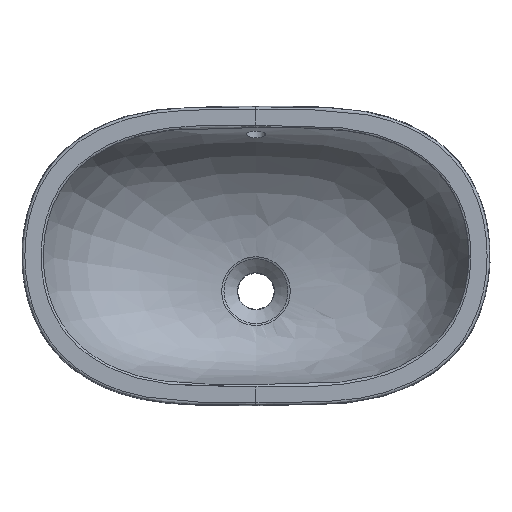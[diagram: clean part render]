
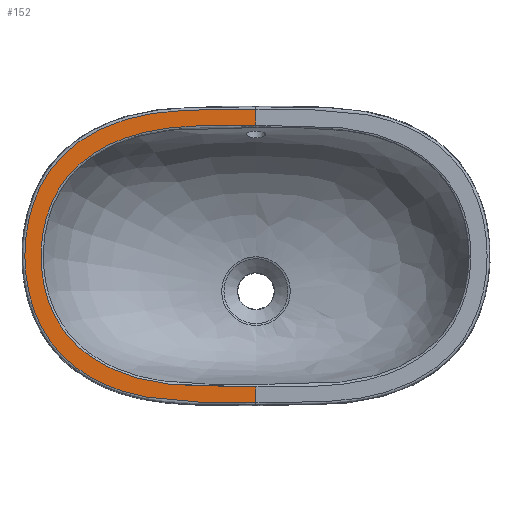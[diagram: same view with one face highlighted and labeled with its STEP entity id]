
A CAD part, top view. The second image highlights one B-rep face of the part: STEP entity #152.
In plain terms, the highlighted planar face has unit normal (0, 0, 1).
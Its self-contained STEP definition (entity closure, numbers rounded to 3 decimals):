
#82=PLANE('',#948);
#87=LINE('',#8111,#96);
#88=LINE('',#8165,#97);
#96=VECTOR('',#982,1.);
#97=VECTOR('',#983,1.);
#152=ADVANCED_FACE('',(#232),#82,.T.);
#232=FACE_OUTER_BOUND('',#290,.T.);
#290=EDGE_LOOP('',(#413,#414,#415,#416));
#413=ORIENTED_EDGE('',*,*,#755,.T.);
#414=ORIENTED_EDGE('',*,*,#756,.T.);
#415=ORIENTED_EDGE('',*,*,#757,.F.);
#416=ORIENTED_EDGE('',*,*,#758,.T.);
#667=VERTEX_POINT('',#8112);
#668=VERTEX_POINT('',#8113);
#669=VERTEX_POINT('',#8164);
#670=VERTEX_POINT('',#8166);
#755=EDGE_CURVE('',#667,#668,#87,.T.);
#756=EDGE_CURVE('',#668,#669,#892,.T.);
#757=EDGE_CURVE('',#670,#669,#88,.T.);
#758=EDGE_CURVE('',#670,#667,#893,.T.);
#892=B_SPLINE_CURVE_WITH_KNOTS('',3,(#8114,#8115,#8116,#8117,#8118,#8119,
#8120,#8121,#8122,#8123,#8124,#8125,#8126,#8127,#8128,#8129,#8130,#8131,
#8132,#8133,#8134,#8135,#8136,#8137,#8138,#8139,#8140,#8141,#8142,#8143,
#8144,#8145,#8146,#8147,#8148,#8149,#8150,#8151,#8152,#8153,#8154,#8155,
#8156,#8157,#8158,#8159,#8160,#8161,#8162,#8163),.UNSPECIFIED.,.F.,.F.,
(4,2,2,2,2,2,2,2,2,2,2,2,2,2,2,2,2,2,2,2,2,2,2,2,4),(0.,0.063,
0.125,0.156,0.188,0.25,0.281,0.313,
0.344,0.375,0.406,0.438,
0.5,0.531,0.563,0.594,
0.625,0.656,0.688,0.75,
0.813,0.844,0.875,0.938,1.),
 .UNSPECIFIED.);
#893=B_SPLINE_CURVE_WITH_KNOTS('',3,(#8167,#8168,#8169,#8170,#8171,#8172,
#8173,#8174,#8175,#8176,#8177,#8178,#8179,#8180,#8181,#8182,#8183,#8184,
#8185,#8186,#8187,#8188,#8189,#8190,#8191,#8192,#8193,#8194,#8195,#8196,
#8197,#8198,#8199,#8200,#8201,#8202,#8203,#8204,#8205,#8206,#8207,#8208,
#8209,#8210,#8211,#8212,#8213,#8214),.UNSPECIFIED.,.F.,.F.,(4,2,2,2,2,2,
2,2,2,2,2,2,2,2,2,2,2,2,2,2,2,2,2,4),(0.,0.062,0.125,0.188,
0.25,0.281,0.312,0.344,
0.375,0.406,0.437,0.5,
0.531,0.562,0.594,0.625,
0.656,0.687,0.719,0.75,
0.813,0.875,0.938,1.),.UNSPECIFIED.);
#948=AXIS2_PLACEMENT_3D('',#8215,#984,#985);
#982=DIRECTION('',(0.,1.,0.));
#983=DIRECTION('',(0.,-1.,0.));
#984=DIRECTION('',(0.,0.,1.));
#985=DIRECTION('',(0.,-1.,0.));
#8111=CARTESIAN_POINT('',(0.,-9.722,0.));
#8112=CARTESIAN_POINT('',(0.,-19.674,0.));
#8113=CARTESIAN_POINT('',(0.,0.,0.));
#8114=CARTESIAN_POINT('',(0.,0.,0.));
#8115=CARTESIAN_POINT('',(-16.232,0.023,0.));
#8116=CARTESIAN_POINT('',(-32.468,0.101,0.));
#8117=CARTESIAN_POINT('',(-64.918,-0.14,0.));
#8118=CARTESIAN_POINT('',(-81.134,-0.453,0.));
#8119=CARTESIAN_POINT('',(-105.397,-2.184,0.));
#8120=CARTESIAN_POINT('',(-113.474,-2.97,0.));
#8121=CARTESIAN_POINT('',(-129.599,-5.142,0.));
#8122=CARTESIAN_POINT('',(-137.683,-6.538,0.));
#8123=CARTESIAN_POINT('',(-161.562,-11.864,0.));
#8124=CARTESIAN_POINT('',(-176.952,-16.896,0.));
#8125=CARTESIAN_POINT('',(-199.029,-27.267,0.));
#8126=CARTESIAN_POINT('',(-206.265,-31.233,0.));
#8127=CARTESIAN_POINT('',(-220.004,-40.042,0.));
#8128=CARTESIAN_POINT('',(-226.531,-44.887,0.));
#8129=CARTESIAN_POINT('',(-238.818,-55.561,0.));
#8130=CARTESIAN_POINT('',(-244.626,-61.456,0.));
#8131=CARTESIAN_POINT('',(-255.017,-74.038,0.));
#8132=CARTESIAN_POINT('',(-259.617,-80.717,0.));
#8133=CARTESIAN_POINT('',(-267.727,-94.784,0.));
#8134=CARTESIAN_POINT('',(-271.253,-102.232,0.));
#8135=CARTESIAN_POINT('',(-277.193,-117.465,0.));
#8136=CARTESIAN_POINT('',(-279.613,-125.23,0.));
#8137=CARTESIAN_POINT('',(-285.381,-148.928,0.));
#8138=CARTESIAN_POINT('',(-287.23,-165.344,0.));
#8139=CARTESIAN_POINT('',(-287.237,-189.962,0.));
#8140=CARTESIAN_POINT('',(-286.779,-198.181,0.));
#8141=CARTESIAN_POINT('',(-284.908,-214.411,0.));
#8142=CARTESIAN_POINT('',(-283.5,-222.409,0.));
#8143=CARTESIAN_POINT('',(-279.69,-238.159,0.));
#8144=CARTESIAN_POINT('',(-277.29,-245.912,0.));
#8145=CARTESIAN_POINT('',(-271.387,-261.146,0.));
#8146=CARTESIAN_POINT('',(-267.875,-268.614,0.));
#8147=CARTESIAN_POINT('',(-259.819,-282.685,0.));
#8148=CARTESIAN_POINT('',(-255.257,-289.356,0.));
#8149=CARTESIAN_POINT('',(-244.981,-301.913,0.));
#8150=CARTESIAN_POINT('',(-239.201,-307.845,0.));
#8151=CARTESIAN_POINT('',(-220.782,-324.002,0.));
#8152=CARTESIAN_POINT('',(-207.049,-332.765,0.));
#8153=CARTESIAN_POINT('',(-177.426,-346.892,0.));
#8154=CARTESIAN_POINT('',(-162.026,-352.01,0.));
#8155=CARTESIAN_POINT('',(-138.242,-357.436,0.));
#8156=CARTESIAN_POINT('',(-130.175,-358.866,0.));
#8157=CARTESIAN_POINT('',(-113.976,-361.113,0.));
#8158=CARTESIAN_POINT('',(-105.861,-361.93,0.));
#8159=CARTESIAN_POINT('',(-81.489,-363.745,0.));
#8160=CARTESIAN_POINT('',(-65.202,-364.106,0.));
#8161=CARTESIAN_POINT('',(-32.609,-364.457,0.));
#8162=CARTESIAN_POINT('',(-16.304,-364.441,0.));
#8163=CARTESIAN_POINT('',(0.,-364.444,0.));
#8164=CARTESIAN_POINT('',(0.,-364.444,0.));
#8165=CARTESIAN_POINT('',(0.,-354.722,0.));
#8166=CARTESIAN_POINT('',(0.,-344.963,0.));
#8167=CARTESIAN_POINT('',(0.,-344.963,0.));
#8168=CARTESIAN_POINT('',(-14.907,-344.96,0.));
#8169=CARTESIAN_POINT('',(-29.814,-345.003,0.));
#8170=CARTESIAN_POINT('',(-59.626,-344.714,0.));
#8171=CARTESIAN_POINT('',(-74.55,-344.364,0.));
#8172=CARTESIAN_POINT('',(-104.184,-342.289,0.));
#8173=CARTESIAN_POINT('',(-118.899,-340.527,0.));
#8174=CARTESIAN_POINT('',(-147.953,-334.351,0.));
#8175=CARTESIAN_POINT('',(-162.429,-329.898,0.));
#8176=CARTESIAN_POINT('',(-182.827,-320.902,0.));
#8177=CARTESIAN_POINT('',(-189.434,-317.518,0.));
#8178=CARTESIAN_POINT('',(-202.217,-309.882,0.));
#8179=CARTESIAN_POINT('',(-208.443,-305.592,0.));
#8180=CARTESIAN_POINT('',(-220.099,-296.207,0.));
#8181=CARTESIAN_POINT('',(-225.526,-291.13,0.));
#8182=CARTESIAN_POINT('',(-235.456,-280.089,0.));
#8183=CARTESIAN_POINT('',(-239.978,-274.083,0.));
#8184=CARTESIAN_POINT('',(-247.967,-261.327,0.));
#8185=CARTESIAN_POINT('',(-251.369,-254.692,0.));
#8186=CARTESIAN_POINT('',(-257.188,-240.995,0.));
#8187=CARTESIAN_POINT('',(-259.602,-233.932,0.));
#8188=CARTESIAN_POINT('',(-265.371,-212.104,0.));
#8189=CARTESIAN_POINT('',(-267.135,-197.293,0.));
#8190=CARTESIAN_POINT('',(-267.13,-174.9,0.));
#8191=CARTESIAN_POINT('',(-266.669,-167.354,0.));
#8192=CARTESIAN_POINT('',(-264.789,-152.512,0.));
#8193=CARTESIAN_POINT('',(-263.377,-145.189,0.));
#8194=CARTESIAN_POINT('',(-259.54,-130.755,0.));
#8195=CARTESIAN_POINT('',(-257.089,-123.59,0.));
#8196=CARTESIAN_POINT('',(-251.222,-109.848,0.));
#8197=CARTESIAN_POINT('',(-247.815,-103.254,0.));
#8198=CARTESIAN_POINT('',(-239.937,-90.69,0.));
#8199=CARTESIAN_POINT('',(-235.444,-84.707,0.));
#8200=CARTESIAN_POINT('',(-225.37,-73.482,0.));
#8201=CARTESIAN_POINT('',(-219.925,-68.405,0.));
#8202=CARTESIAN_POINT('',(-208.375,-59.118,0.));
#8203=CARTESIAN_POINT('',(-202.273,-54.903,0.));
#8204=CARTESIAN_POINT('',(-189.483,-47.243,0.));
#8205=CARTESIAN_POINT('',(-182.759,-43.791,0.));
#8206=CARTESIAN_POINT('',(-162.257,-34.744,0.));
#8207=CARTESIAN_POINT('',(-148.012,-30.344,0.));
#8208=CARTESIAN_POINT('',(-118.643,-24.109,0.));
#8209=CARTESIAN_POINT('',(-103.883,-22.325,0.));
#8210=CARTESIAN_POINT('',(-74.276,-20.262,0.));
#8211=CARTESIAN_POINT('',(-59.433,-19.939,0.));
#8212=CARTESIAN_POINT('',(-29.727,-19.626,0.));
#8213=CARTESIAN_POINT('',(-14.862,-19.673,0.));
#8214=CARTESIAN_POINT('',(0.,-19.674,0.));
#8215=CARTESIAN_POINT('',(-145.004,-182.199,0.));
